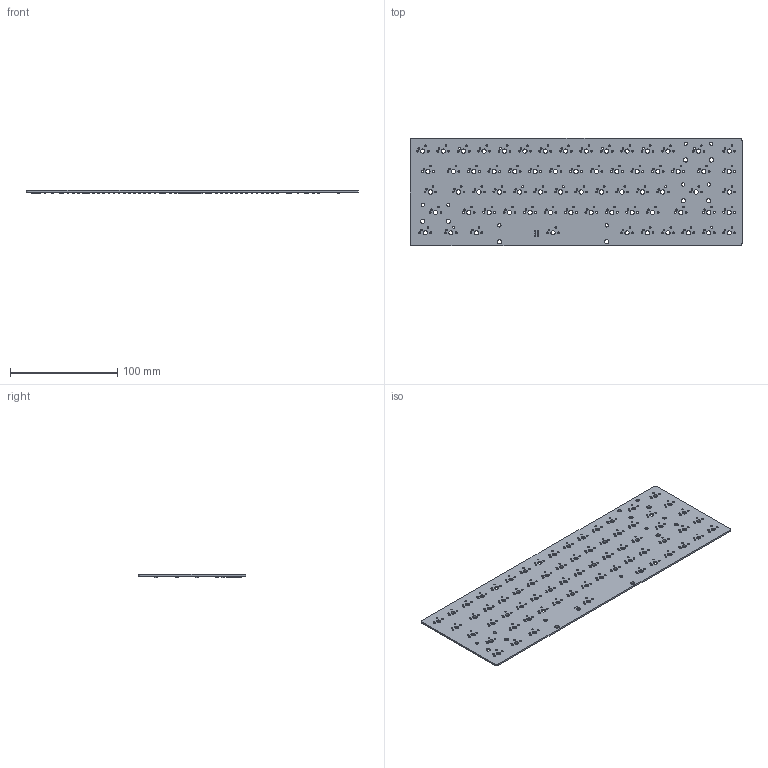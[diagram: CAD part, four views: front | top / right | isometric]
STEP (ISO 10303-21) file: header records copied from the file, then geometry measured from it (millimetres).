
FILE_DESCRIPTION(('KiCad electronic assembly'),'2;1');
FILE_NAME('PCBv1.step','2025-04-21T11:58:20',('Pcbnew'),('Kicad'), 'Open CASCADE STEP processor 7.8','KiCad to STEP converter','Unknown' );
FILE_SCHEMA(('AUTOMOTIVE_DESIGN { 1 0 10303 214 1 1 1 1 }'));
Length unit declared in the file: millimetre
Products named in the file (7): PCBv1 1; D_SOD-123; R_0805_2012Metric; C_0805_2012Metric; TQFP-44_10x10mm_P0.8mm; Crystal_SMD_3225-4Pin_3.2x2.5mm_HandSoldering; PCBv1_PCB
Assembly tree (80 placements, depth 2):
  PCBv1 1
    D_SOD-123  x68
    R_0805_2012Metric  x2
    C_0805_2012Metric  x7
    TQFP-44_10x10mm_P0.8mm
    Crystal_SMD_3225-4Pin_3.2x2.5mm_HandSoldering
    PCBv1_PCB
Bounding box: 309.56 x 100.01 x 2.85 mm (x, y, z)
Volume: 44831.3 mm3; surface area: 65459.9 mm2
Topology: 80 solids, 80 shells, 5914 faces, 14343 edges, 8674 vertices
Faces by surface type: plane 2871, bspline 1844, cylinder 1199
Full cylindrical faces by diameter (mm): 0.5 x1, 1 x6, 1.47 x136, 1.75 x136, 3.048 x8, 3.988 x76
Entity records: 49624 total; most frequent: CARTESIAN_POINT 9706, DIRECTION 6889, ORIENTED_EDGE 6782, EDGE_CURVE 3391, AXIS2_PLACEMENT_3D 2376, VERTEX_POINT 2178, LINE 2137, VECTOR 2137
